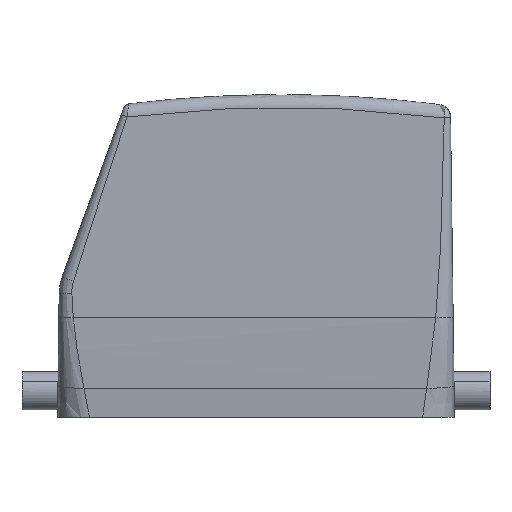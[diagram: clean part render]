
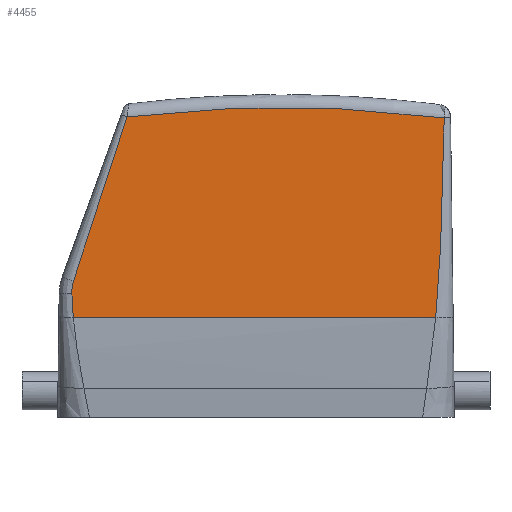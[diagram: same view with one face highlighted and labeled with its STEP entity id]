
A CAD part, left-side view. The second image highlights one B-rep face of the part: STEP entity #4455.
In plain terms, the highlighted planar face has unit normal (-1, 0, 0).
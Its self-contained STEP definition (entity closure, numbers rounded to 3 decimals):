
#4357=AXIS2_PLACEMENT_3D('Circle Axis2P3D',#4355,#4356,$) ;
#4415=AXIS2_PLACEMENT_3D('Plane Axis2P3D',#4412,#4413,#4414) ;
#2545=CARTESIAN_POINT('Vertex',(0.,12.761,23.338)) ;
#2568=CARTESIAN_POINT('Line Origine',(0.,54.769,23.338)) ;
#2572=CARTESIAN_POINT('Vertex',(0.,97.941,23.338)) ;
#2975=CARTESIAN_POINT('Control Point',(0.,98.271,28.961)) ;
#2976=CARTESIAN_POINT('Control Point',(0.,98.222,27.839)) ;
#2977=CARTESIAN_POINT('Control Point',(0.,98.171,26.714)) ;
#2978=CARTESIAN_POINT('Control Point',(0.,98.109,25.589)) ;
#2979=CARTESIAN_POINT('Control Point',(0.,98.033,24.463)) ;
#2980=CARTESIAN_POINT('Control Point',(0.,97.941,23.338)) ;
#2981=CARTESIAN_POINT('Vertex',(0.,98.271,28.961)) ;
#3737=CARTESIAN_POINT('Vertex',(0.,10.764,70.328)) ;
#4081=CARTESIAN_POINT('Control Point',(0.,10.764,70.328)) ;
#4082=CARTESIAN_POINT('Control Point',(0.,10.765,70.261)) ;
#4083=CARTESIAN_POINT('Control Point',(0.,10.767,70.195)) ;
#4084=CARTESIAN_POINT('Control Point',(0.,10.768,70.127)) ;
#4085=CARTESIAN_POINT('Control Point',(0.,10.771,69.922)) ;
#4086=CARTESIAN_POINT('Control Point',(0.,10.775,69.701)) ;
#4087=CARTESIAN_POINT('Control Point',(0.,10.777,69.597)) ;
#4088=CARTESIAN_POINT('Control Point',(0.,10.78,69.372)) ;
#4089=CARTESIAN_POINT('Control Point',(0.,10.784,69.147)) ;
#4090=CARTESIAN_POINT('Control Point',(0.,10.787,68.989)) ;
#4091=CARTESIAN_POINT('Control Point',(0.,10.792,68.674)) ;
#4092=CARTESIAN_POINT('Control Point',(0.,10.798,68.359)) ;
#4093=CARTESIAN_POINT('Control Point',(0.,10.801,68.201)) ;
#4094=CARTESIAN_POINT('Control Point',(0.,10.812,67.57)) ;
#4095=CARTESIAN_POINT('Control Point',(0.,10.823,66.938)) ;
#4096=CARTESIAN_POINT('Control Point',(0.,10.832,66.464)) ;
#4097=CARTESIAN_POINT('Control Point',(0.,10.85,65.517)) ;
#4098=CARTESIAN_POINT('Control Point',(0.,10.869,64.569)) ;
#4099=CARTESIAN_POINT('Control Point',(0.,10.878,64.095)) ;
#4100=CARTESIAN_POINT('Control Point',(0.,10.908,62.674)) ;
#4101=CARTESIAN_POINT('Control Point',(0.,10.939,61.253)) ;
#4102=CARTESIAN_POINT('Control Point',(0.,10.961,60.306)) ;
#4103=CARTESIAN_POINT('Control Point',(0.,11.041,57.015)) ;
#4104=CARTESIAN_POINT('Control Point',(0.,11.132,53.726)) ;
#4105=CARTESIAN_POINT('Control Point',(0.,11.203,51.384)) ;
#4106=CARTESIAN_POINT('Control Point',(0.,11.342,47.065)) ;
#4107=CARTESIAN_POINT('Control Point',(0.,11.503,42.748)) ;
#4108=CARTESIAN_POINT('Control Point',(0.,11.581,40.772)) ;
#4109=CARTESIAN_POINT('Control Point',(0.,11.711,37.803)) ;
#4110=CARTESIAN_POINT('Control Point',(0.,11.865,34.835)) ;
#4111=CARTESIAN_POINT('Control Point',(0.,11.919,33.862)) ;
#4112=CARTESIAN_POINT('Control Point',(0.,12.08,31.16)) ;
#4113=CARTESIAN_POINT('Control Point',(0.,12.279,28.46)) ;
#4114=CARTESIAN_POINT('Control Point',(0.,12.423,26.752)) ;
#4115=CARTESIAN_POINT('Control Point',(0.,12.584,25.045)) ;
#4116=CARTESIAN_POINT('Control Point',(0.,12.761,23.338)) ;
#4352=CARTESIAN_POINT('Vertex',(0.,85.27,70.577)) ;
#4355=CARTESIAN_POINT('Axis2P3D Location',(0.,49.,-224.2)) ;
#4412=CARTESIAN_POINT('Axis2P3D Location',(0.,-11.059,-37.643)) ;
#4418=CARTESIAN_POINT('Control Point',(0.,85.27,70.577)) ;
#4419=CARTESIAN_POINT('Control Point',(0.,85.402,70.193)) ;
#4420=CARTESIAN_POINT('Control Point',(0.,85.534,69.808)) ;
#4421=CARTESIAN_POINT('Control Point',(0.,85.55,69.763)) ;
#4422=CARTESIAN_POINT('Control Point',(0.,85.79,69.061)) ;
#4423=CARTESIAN_POINT('Control Point',(0.,86.031,68.359)) ;
#4424=CARTESIAN_POINT('Control Point',(0.,86.139,68.042)) ;
#4425=CARTESIAN_POINT('Control Point',(0.,87.781,63.242)) ;
#4426=CARTESIAN_POINT('Control Point',(0.,89.404,58.435)) ;
#4427=CARTESIAN_POINT('Control Point',(0.,90.884,53.955)) ;
#4428=CARTESIAN_POINT('Control Point',(0.,92.604,48.693)) ;
#4429=CARTESIAN_POINT('Control Point',(0.,94.303,43.422)) ;
#4430=CARTESIAN_POINT('Control Point',(0.,94.568,42.599)) ;
#4431=CARTESIAN_POINT('Control Point',(0.,95.396,40.019)) ;
#4432=CARTESIAN_POINT('Control Point',(0.,96.218,37.438)) ;
#4433=CARTESIAN_POINT('Control Point',(0.,96.789,35.635)) ;
#4434=CARTESIAN_POINT('Control Point',(0.,97.36,33.815)) ;
#4435=CARTESIAN_POINT('Control Point',(0.,97.925,31.992)) ;
#4436=CARTESIAN_POINT('Vertex',(0.,97.925,31.992)) ;
#4440=CARTESIAN_POINT('Control Point',(0.,97.925,31.992)) ;
#4441=CARTESIAN_POINT('Control Point',(0.,98.098,31.403)) ;
#4442=CARTESIAN_POINT('Control Point',(0.,98.221,30.799)) ;
#4443=CARTESIAN_POINT('Control Point',(0.,98.292,30.186)) ;
#4444=CARTESIAN_POINT('Control Point',(0.,98.308,29.571)) ;
#4445=CARTESIAN_POINT('Control Point',(0.,98.271,28.961)) ;
#2569=DIRECTION('Vector Direction',(0.,-1.,0.)) ;
#4356=DIRECTION('Axis2P3D Direction',(-1.,0.,0.)) ;
#4413=DIRECTION('Axis2P3D Direction',(-1.,0.,0.)) ;
#4414=DIRECTION('Axis2P3D XDirection',(0.,-0.317,0.949)) ;
#2570=VECTOR('Line Direction',#2569,1.) ;
#4448=ORIENTED_EDGE('',*,*,#4359,.T.) ;
#4449=ORIENTED_EDGE('',*,*,#4438,.F.) ;
#4450=ORIENTED_EDGE('',*,*,#4446,.F.) ;
#4451=ORIENTED_EDGE('',*,*,#2983,.F.) ;
#4452=ORIENTED_EDGE('',*,*,#2574,.T.) ;
#4453=ORIENTED_EDGE('',*,*,#4117,.T.) ;
#4455=ADVANCED_FACE('Hood',(#4454),#4416,.T.) ;
#2974=B_SPLINE_CURVE_WITH_KNOTS('',5,(#2975,#2976,#2977,#2978,#2979,#2980),.UNSPECIFIED.,.F.,.U.,(6,6),(81.523,87.149),.UNSPECIFIED.) ;
#4080=B_SPLINE_CURVE_WITH_KNOTS('',5,(#4081,#4082,#4083,#4084,#4085,#4086,#4087,#4088,#4089,#4090,#4091,#4092,#4093,#4094,#4095,#4096,#4097,#4098,#4099,#4100,#4101,#4102,#4103,#4104,#4105,#4106,#4107,#4108,#4109,#4110,#4111,#4112,#4113,#4114,#4115,#4116),.UNSPECIFIED.,.F.,.U.,(6,3,3,3,3,3,3,3,3,3,3,6),(8.249,8.589,8.929,9.717,10.506,12.88,15.254,20.001,31.754,41.679,46.667,55.257),.UNSPECIFIED.) ;
#4417=B_SPLINE_CURVE_WITH_KNOTS('',5,(#4418,#4419,#4420,#4421,#4422,#4423,#4424,#4425,#4426,#4427,#4428,#4429,#4430,#4431,#4432,#4433,#4434,#4435),.UNSPECIFIED.,.F.,.U.,(6,3,3,3,3,6),(0.,2.876,5.244,38.724,44.38,57.867),.UNSPECIFIED.) ;
#4439=B_SPLINE_CURVE_WITH_KNOTS('',5,(#4440,#4441,#4442,#4443,#4444,#4445),.UNSPECIFIED.,.F.,.U.,(6,6),(0.,4.343),.UNSPECIFIED.) ;
#4358=CIRCLE('generated circle',#4357,297.) ;
#2574=EDGE_CURVE('',#2573,#2546,#2571,.T.) ;
#2983=EDGE_CURVE('',#2573,#2982,#2974,.F.) ;
#4117=EDGE_CURVE('',#2546,#3738,#4080,.F.) ;
#4359=EDGE_CURVE('',#3738,#4353,#4358,.T.) ;
#4438=EDGE_CURVE('',#4437,#4353,#4417,.F.) ;
#4446=EDGE_CURVE('',#2982,#4437,#4439,.F.) ;
#4447=EDGE_LOOP('',(#4448,#4449,#4450,#4451,#4452,#4453)) ;
#4454=FACE_OUTER_BOUND('',#4447,.T.) ;
#2571=LINE('Line',#2568,#2570) ;
#4416=PLANE('',#4415) ;
#2546=VERTEX_POINT('',#2545) ;
#2573=VERTEX_POINT('',#2572) ;
#2982=VERTEX_POINT('',#2981) ;
#3738=VERTEX_POINT('',#3737) ;
#4353=VERTEX_POINT('',#4352) ;
#4437=VERTEX_POINT('',#4436) ;
